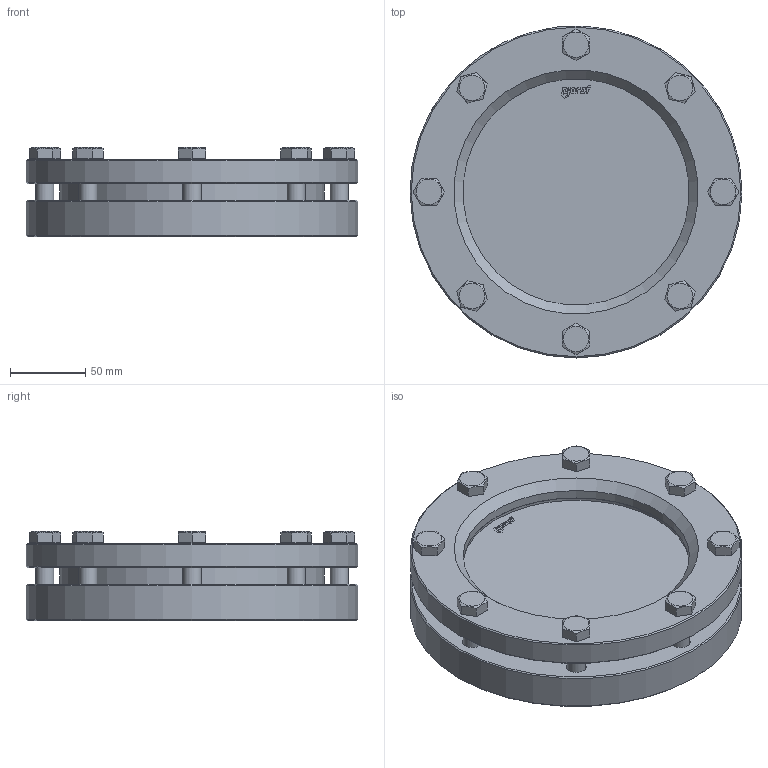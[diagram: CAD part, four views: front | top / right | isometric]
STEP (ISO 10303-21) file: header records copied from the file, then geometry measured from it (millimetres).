
FILE_DESCRIPTION(('HOOPS Exchange Step'),'2;1');
FILE_NAME('BS01_DN125.stp','2025-11-24T11:50:33+01:00',('nieru'),('Unknown organisation'),'HOOPS Exchange 2024.2','HOOPS Exchange','Unknown authorisation');
FILE_SCHEMA( ('AP203_CONFIGURATION_CONTROLLED_3D_DESIGN_OF_MECHANICAL_PARTS_AND_ASSEMBLIES_MIM_LF') );
Length unit declared in the file: millimetre
Products named in the file (3): 0; root
Assembly tree (2 placements, depth 3):
  root
    0
      0
Bounding box: 220 x 220 x 59 mm (x, y, z)
Volume: 1123424.7 mm3; surface area: 237880.1 mm2
Topology: 13 solids, 13 shells, 183 faces, 569 edges, 447 vertices
Faces by surface type: plane 109, cylinder 44, cone 30
Full cylindrical faces by diameter (mm): 10.106 x8, 12 x8, 13 x8, 16.4 x8, 150 x2, 150.5 x2, 177 x2, 178 x2, 220 x2
Entity records: 7554 total; most frequent: CARTESIAN_POINT 2196, ORIENTED_EDGE 1130, DIRECTION 1053, EDGE_CURVE 565, VERTEX_POINT 447, AXIS2_PLACEMENT_3D 430, EDGE_LOOP 246, FACE_BOUND 246
